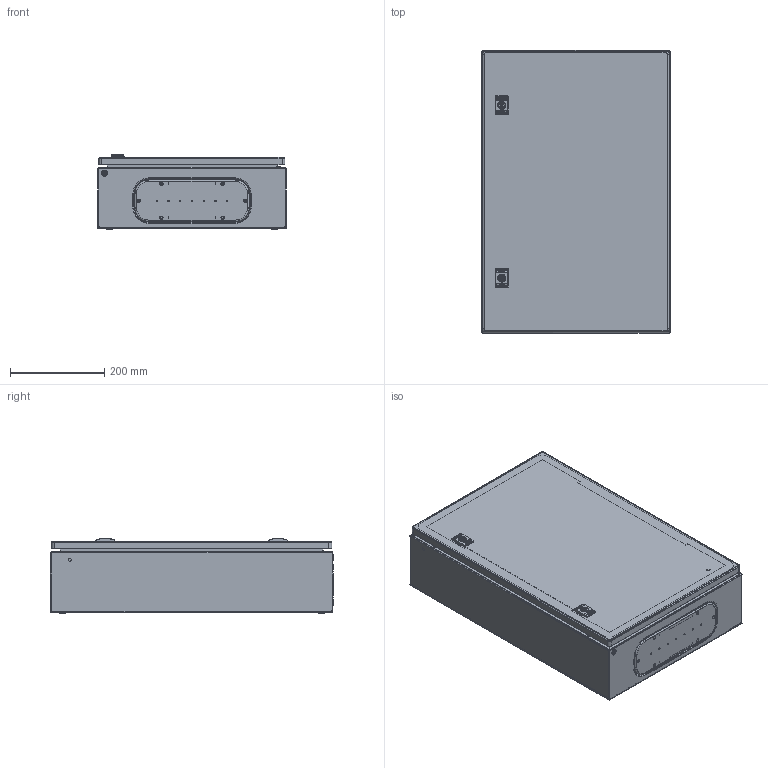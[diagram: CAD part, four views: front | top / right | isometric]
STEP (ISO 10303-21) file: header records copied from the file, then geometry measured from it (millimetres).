
FILE_DESCRIPTION(('STEP AP242'),'1');
FILE_NAME('nsycrn64150p.stp','2019-11-27T07:21:03',('TraceParts'),('TraceParts S.A.'),'Spatial InterOp 3D',' ',' ');
FILE_SCHEMA(('AP242_MANAGED_MODEL_BASED_3D_ENGINEERING_MIM_LF {1 0 10303 442 1 1 4}'));
Length unit declared in the file: millimetre
Products named in the file (1): NSYCRN64150P_ASM|BODY_CRN64_150#BODY_CRN64_150;BODY_CRN64_150
Bounding box: 400 x 601.2 x 157.31 mm (x, y, z)
Volume: 1616545.7 mm3; surface area: 2184295.9 mm2
Topology: 8 solids, 20 shells, 3829 faces, 10308 edges, 6501 vertices
Faces by surface type: plane 1487, cylinder 1116, cone 350, torus 302, extrusion 292, bspline 180, sphere 98, revolution 4
Entity records: 135379 total; most frequent: CARTESIAN_POINT 40718, ORIENTED_EDGE 20392, DIRECTION 18932, EDGE_CURVE 10196, AXIS2_PLACEMENT_3D 6697, VERTEX_POINT 6501, VECTOR 5534, LINE 5242
